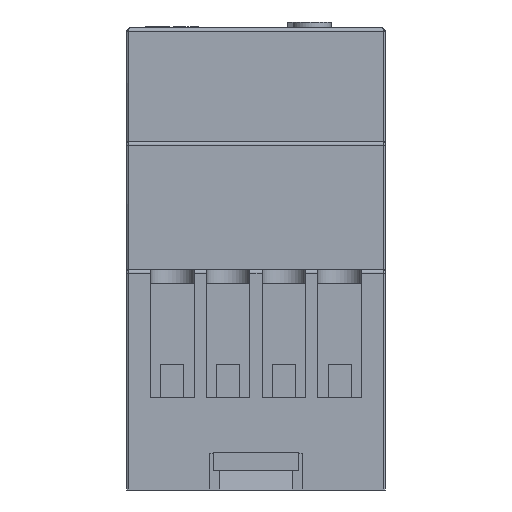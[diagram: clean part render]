
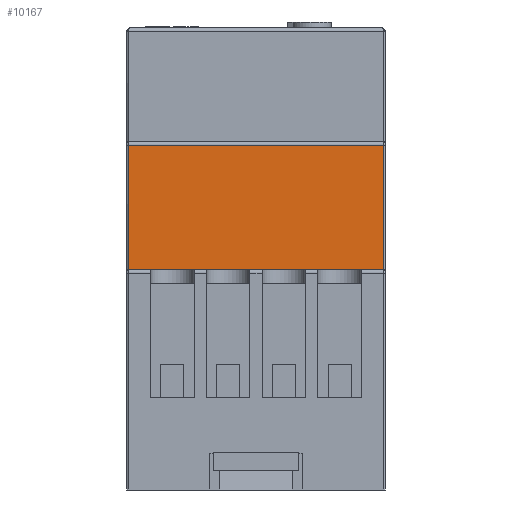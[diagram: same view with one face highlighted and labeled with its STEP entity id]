
A CAD part, front view. The second image highlights one B-rep face of the part: STEP entity #10167.
In plain terms, the highlighted planar face has unit normal (0, -1, 0).
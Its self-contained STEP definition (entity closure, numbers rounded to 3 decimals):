
#119 = LINE ( 'NONE', #8879, #3498 ) ;
#258 = CARTESIAN_POINT ( 'NONE',  ( -0.2, 11., 49. ) ) ;
#463 = LINE ( 'NONE', #9108, #2781 ) ;
#599 = EDGE_CURVE ( 'NONE', #6304, #6047, #632, .T. ) ;
#632 = LINE ( 'NONE', #258, #6875 ) ;
#745 = DIRECTION ( 'NONE',  ( 0., 0., -1. ) ) ;
#2133 = EDGE_CURVE ( 'NONE', #4380, #6304, #119, .T. ) ;
#2383 = DIRECTION ( 'NONE',  ( -1., 0., 0. ) ) ;
#2649 = LINE ( 'NONE', #9056, #6938 ) ;
#2781 = VECTOR ( 'NONE', #13730, 1000. ) ;
#2977 = CARTESIAN_POINT ( 'NONE',  ( -0.2, 11., 31. ) ) ;
#3056 = FACE_OUTER_BOUND ( 'NONE', #4646, .T. ) ;
#3498 = VECTOR ( 'NONE', #4275, 1000. ) ;
#3687 = DIRECTION ( 'NONE',  ( 0., 0., 1. ) ) ;
#4275 = DIRECTION ( 'NONE',  ( 1., 0., 0. ) ) ;
#4380 = VERTEX_POINT ( 'NONE', #6079 ) ;
#4381 = ORIENTED_EDGE ( 'NONE', *, *, #11824, .T. ) ;
#4646 = EDGE_LOOP ( 'NONE', ( #4381, #13545, #9719, #6957 ) ) ;
#5193 = AXIS2_PLACEMENT_3D ( 'NONE', #14492, #7588, #745 ) ;
#6047 = VERTEX_POINT ( 'NONE', #7741 ) ;
#6079 = CARTESIAN_POINT ( 'NONE',  ( -36.1, 11., 31. ) ) ;
#6304 = VERTEX_POINT ( 'NONE', #2977 ) ;
#6875 = VECTOR ( 'NONE', #3687, 1000. ) ;
#6938 = VECTOR ( 'NONE', #2383, 1000. ) ;
#6957 = ORIENTED_EDGE ( 'NONE', *, *, #599, .T. ) ;
#7588 = DIRECTION ( 'NONE',  ( 0., -1., 0. ) ) ;
#7681 = PLANE ( 'NONE',  #5193 ) ;
#7741 = CARTESIAN_POINT ( 'NONE',  ( -0.2, 11., 48.5 ) ) ;
#8879 = CARTESIAN_POINT ( 'NONE',  ( -36.3, 11., 31. ) ) ;
#9056 = CARTESIAN_POINT ( 'NONE',  ( -36.3, 11., 48.5 ) ) ;
#9108 = CARTESIAN_POINT ( 'NONE',  ( -36.1, 11., 31. ) ) ;
#9719 = ORIENTED_EDGE ( 'NONE', *, *, #2133, .T. ) ;
#10167 = ADVANCED_FACE ( 'NONE', ( #3056 ), #7681, .T. ) ;
#11824 = EDGE_CURVE ( 'NONE', #6047, #14598, #2649, .T. ) ;
#12935 = CARTESIAN_POINT ( 'NONE',  ( -36.1, 11., 48.5 ) ) ;
#13327 = EDGE_CURVE ( 'NONE', #14598, #4380, #463, .T. ) ;
#13545 = ORIENTED_EDGE ( 'NONE', *, *, #13327, .T. ) ;
#13730 = DIRECTION ( 'NONE',  ( 0., 0., -1. ) ) ;
#14492 = CARTESIAN_POINT ( 'NONE',  ( -36.3, 11., 49. ) ) ;
#14598 = VERTEX_POINT ( 'NONE', #12935 ) ;
